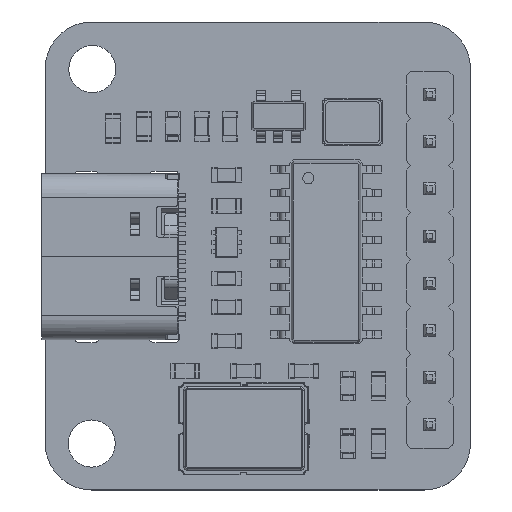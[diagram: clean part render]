
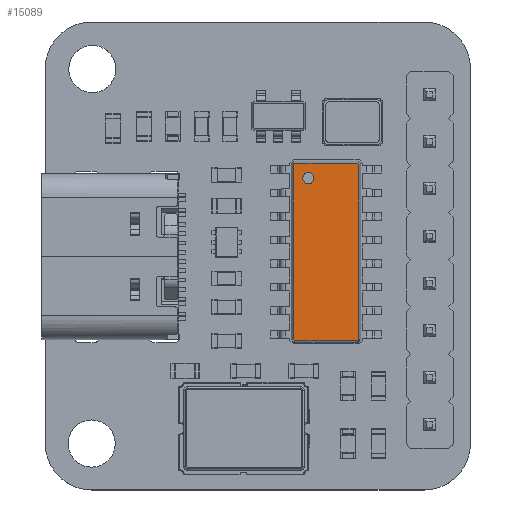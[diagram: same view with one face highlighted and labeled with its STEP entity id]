
A CAD part, top view. The second image highlights one B-rep face of the part: STEP entity #15089.
In plain terms, the highlighted planar face has unit normal (0, 0, 1).
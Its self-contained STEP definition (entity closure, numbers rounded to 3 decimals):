
#13160 = VERTEX_POINT('',#13161);
#13161 = CARTESIAN_POINT('',(1.76,-4.68,1.75));
#13166 = EDGE_CURVE('',#13167,#13160,#13169,.T.);
#13167 = VERTEX_POINT('',#13168);
#13168 = CARTESIAN_POINT('',(1.76,4.68,1.75));
#13169 = LINE('',#13170,#13171);
#13170 = CARTESIAN_POINT('',(1.76,4.68,1.75));
#13171 = VECTOR('',#13172,1.);
#13172 = DIRECTION('',(0.,-1.,0.));
#15072 = EDGE_CURVE('',#15073,#13167,#15075,.T.);
#15073 = VERTEX_POINT('',#15074);
#15074 = CARTESIAN_POINT('',(1.68,4.76,1.75));
#15075 = LINE('',#15076,#15077);
#15076 = CARTESIAN_POINT('',(1.68,4.76,1.75));
#15077 = VECTOR('',#15078,1.);
#15078 = DIRECTION('',(0.707,-0.707,0.));
#15089 = ADVANCED_FACE('',(#15090,#15140),#15151,.T.);
#15090 = FACE_BOUND('',#15091,.T.);
#15091 = EDGE_LOOP('',(#15092,#15100,#15108,#15116,#15124,#15132,#15138,
    #15139));
#15092 = ORIENTED_EDGE('',*,*,#15093,.F.);
#15093 = EDGE_CURVE('',#15094,#15073,#15096,.T.);
#15094 = VERTEX_POINT('',#15095);
#15095 = CARTESIAN_POINT('',(-1.68,4.76,1.75));
#15096 = LINE('',#15097,#15098);
#15097 = CARTESIAN_POINT('',(-1.68,4.76,1.75));
#15098 = VECTOR('',#15099,1.);
#15099 = DIRECTION('',(1.,0.,0.));
#15100 = ORIENTED_EDGE('',*,*,#15101,.F.);
#15101 = EDGE_CURVE('',#15102,#15094,#15104,.T.);
#15102 = VERTEX_POINT('',#15103);
#15103 = CARTESIAN_POINT('',(-1.76,4.68,1.75));
#15104 = LINE('',#15105,#15106);
#15105 = CARTESIAN_POINT('',(-1.76,4.68,1.75));
#15106 = VECTOR('',#15107,1.);
#15107 = DIRECTION('',(0.707,0.707,0.));
#15108 = ORIENTED_EDGE('',*,*,#15109,.F.);
#15109 = EDGE_CURVE('',#15110,#15102,#15112,.T.);
#15110 = VERTEX_POINT('',#15111);
#15111 = CARTESIAN_POINT('',(-1.76,-4.68,1.75));
#15112 = LINE('',#15113,#15114);
#15113 = CARTESIAN_POINT('',(-1.76,-4.68,1.75));
#15114 = VECTOR('',#15115,1.);
#15115 = DIRECTION('',(0.,1.,0.));
#15116 = ORIENTED_EDGE('',*,*,#15117,.F.);
#15117 = EDGE_CURVE('',#15118,#15110,#15120,.T.);
#15118 = VERTEX_POINT('',#15119);
#15119 = CARTESIAN_POINT('',(-1.68,-4.76,1.75));
#15120 = LINE('',#15121,#15122);
#15121 = CARTESIAN_POINT('',(-1.68,-4.76,1.75));
#15122 = VECTOR('',#15123,1.);
#15123 = DIRECTION('',(-0.707,0.707,0.));
#15124 = ORIENTED_EDGE('',*,*,#15125,.F.);
#15125 = EDGE_CURVE('',#15126,#15118,#15128,.T.);
#15126 = VERTEX_POINT('',#15127);
#15127 = CARTESIAN_POINT('',(1.68,-4.76,1.75));
#15128 = LINE('',#15129,#15130);
#15129 = CARTESIAN_POINT('',(1.68,-4.76,1.75));
#15130 = VECTOR('',#15131,1.);
#15131 = DIRECTION('',(-1.,0.,0.));
#15132 = ORIENTED_EDGE('',*,*,#15133,.F.);
#15133 = EDGE_CURVE('',#13160,#15126,#15134,.T.);
#15134 = LINE('',#15135,#15136);
#15135 = CARTESIAN_POINT('',(1.76,-4.68,1.75));
#15136 = VECTOR('',#15137,1.);
#15137 = DIRECTION('',(-0.707,-0.707,0.));
#15138 = ORIENTED_EDGE('',*,*,#13166,.F.);
#15139 = ORIENTED_EDGE('',*,*,#15072,.F.);
#15140 = FACE_BOUND('',#15141,.T.);
#15141 = EDGE_LOOP('',(#15142));
#15142 = ORIENTED_EDGE('',*,*,#15143,.F.);
#15143 = EDGE_CURVE('',#15144,#15144,#15146,.T.);
#15144 = VERTEX_POINT('',#15145);
#15145 = CARTESIAN_POINT('',(-0.96,3.66,1.75));
#15146 = CIRCLE('',#15147,0.3);
#15147 = AXIS2_PLACEMENT_3D('',#15148,#15149,#15150);
#15148 = CARTESIAN_POINT('',(-0.96,3.96,1.75));
#15149 = DIRECTION('',(-0.,0.,1.));
#15150 = DIRECTION('',(0.,-1.,0.));
#15151 = PLANE('',#15152);
#15152 = AXIS2_PLACEMENT_3D('',#15153,#15154,#15155);
#15153 = CARTESIAN_POINT('',(-1.68,4.76,1.75));
#15154 = DIRECTION('',(0.,0.,1.));
#15155 = DIRECTION('',(0.333,-0.943,0.));
